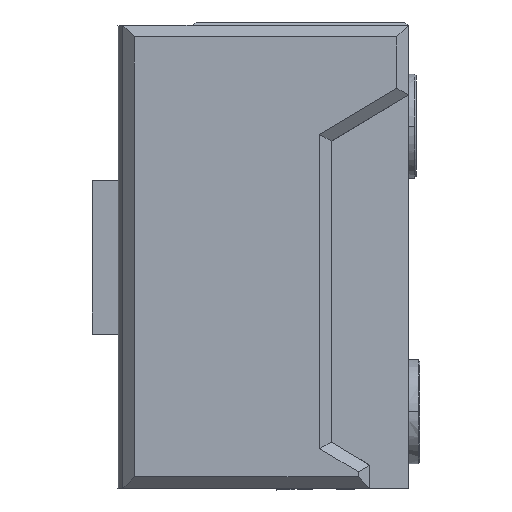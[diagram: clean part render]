
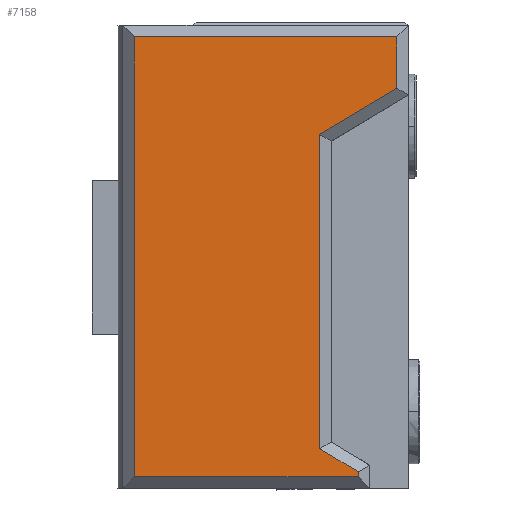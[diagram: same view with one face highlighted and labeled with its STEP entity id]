
A CAD part, top view. The second image highlights one B-rep face of the part: STEP entity #7158.
In plain terms, the highlighted planar face has unit normal (0, 0, 1).
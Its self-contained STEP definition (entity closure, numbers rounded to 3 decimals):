
#69 = VECTOR ( 'NONE', #7528, 1000. ) ;
#299 = DIRECTION ( 'NONE',  ( -0.857, 0.514, 0. ) ) ;
#490 = LINE ( 'NONE', #14827, #13679 ) ;
#684 = VECTOR ( 'NONE', #14117, 1000. ) ;
#1026 = VERTEX_POINT ( 'NONE', #14683 ) ;
#1398 = CARTESIAN_POINT ( 'NONE',  ( 0., 58.5, 0. ) ) ;
#1585 = DIRECTION ( 'NONE',  ( -1., 0., 0. ) ) ;
#1806 = VECTOR ( 'NONE', #8868, 1000. ) ;
#2129 = PLANE ( 'NONE',  #13507 ) ;
#2610 = DIRECTION ( 'NONE',  ( -1., 0., 0. ) ) ;
#2660 = LINE ( 'NONE', #5919, #69 ) ;
#2690 = DIRECTION ( 'NONE',  ( 0., 1., 0. ) ) ;
#2776 = VECTOR ( 'NONE', #1585, 1000. ) ;
#3321 = LINE ( 'NONE', #9040, #1806 ) ;
#3430 = ORIENTED_EDGE ( 'NONE', *, *, #11611, .T. ) ;
#4133 = LINE ( 'NONE', #9932, #13468 ) ;
#4188 = ORIENTED_EDGE ( 'NONE', *, *, #5320, .T. ) ;
#4245 = EDGE_CURVE ( 'NONE', #15477, #15306, #11621, .T. ) ;
#4940 = VECTOR ( 'NONE', #13523, 1000. ) ;
#5003 = CARTESIAN_POINT ( 'NONE',  ( 0., 60., 0. ) ) ;
#5288 = VERTEX_POINT ( 'NONE', #18539 ) ;
#5320 = EDGE_CURVE ( 'NONE', #5288, #1026, #2660, .T. ) ;
#5687 = CARTESIAN_POINT ( 'NONE',  ( 1.5, 60., 0. ) ) ;
#5702 = EDGE_CURVE ( 'NONE', #7135, #16705, #15446, .T. ) ;
#5919 = CARTESIAN_POINT ( 'NONE',  ( 12.993, 38.345, 0. ) ) ;
#6128 = VERTEX_POINT ( 'NONE', #14743 ) ;
#6363 = CARTESIAN_POINT ( 'NONE',  ( 30.5, 1.5, 0. ) ) ;
#6874 = VECTOR ( 'NONE', #11487, 1000. ) ;
#7135 = VERTEX_POINT ( 'NONE', #13890 ) ;
#7158 = ADVANCED_FACE ( 'NONE', ( #16554 ), #2129, .F. ) ;
#7327 = CARTESIAN_POINT ( 'NONE',  ( 30.5, 2.151, 0. ) ) ;
#7528 = DIRECTION ( 'NONE',  ( 0.857, 0.514, 0. ) ) ;
#8120 = EDGE_LOOP ( 'NONE', ( #16831, #8777, #11102, #14179, #3430, #16152, #4188, #15410 ) ) ;
#8291 = CARTESIAN_POINT ( 'NONE',  ( 32., 1.5, 0. ) ) ;
#8727 = VERTEX_POINT ( 'NONE', #7327 ) ;
#8777 = ORIENTED_EDGE ( 'NONE', *, *, #9074, .T. ) ;
#8868 = DIRECTION ( 'NONE',  ( 0., 1., 0. ) ) ;
#9040 = CARTESIAN_POINT ( 'NONE',  ( 35.5, 60., 0. ) ) ;
#9074 = EDGE_CURVE ( 'NONE', #15306, #7135, #12949, .T. ) ;
#9932 = CARTESIAN_POINT ( 'NONE',  ( 30.5, 60., 0. ) ) ;
#10710 = CARTESIAN_POINT ( 'NONE',  ( 25.5, 60., 0. ) ) ;
#11102 = ORIENTED_EDGE ( 'NONE', *, *, #5702, .T. ) ;
#11487 = DIRECTION ( 'NONE',  ( 0., -1., 0. ) ) ;
#11611 = EDGE_CURVE ( 'NONE', #8727, #6128, #490, .T. ) ;
#11621 = LINE ( 'NONE', #1398, #2776 ) ;
#12321 = CARTESIAN_POINT ( 'NONE',  ( 1.5, 58.5, 0. ) ) ;
#12705 = CARTESIAN_POINT ( 'NONE',  ( 35.5, 58.5, 0. ) ) ;
#12949 = LINE ( 'NONE', #5687, #6874 ) ;
#13079 = LINE ( 'NONE', #10710, #4940 ) ;
#13468 = VECTOR ( 'NONE', #2690, 1000. ) ;
#13507 = AXIS2_PLACEMENT_3D ( 'NONE', #5003, #18386, #2610 ) ;
#13523 = DIRECTION ( 'NONE',  ( 0., 1., 0. ) ) ;
#13679 = VECTOR ( 'NONE', #299, 1000. ) ;
#13890 = CARTESIAN_POINT ( 'NONE',  ( 1.5, 1.5, 0. ) ) ;
#14117 = DIRECTION ( 'NONE',  ( 1., 0., 0. ) ) ;
#14179 = ORIENTED_EDGE ( 'NONE', *, *, #18470, .T. ) ;
#14683 = CARTESIAN_POINT ( 'NONE',  ( 35.5, 51.849, 0. ) ) ;
#14743 = CARTESIAN_POINT ( 'NONE',  ( 25.5, 5.151, 0. ) ) ;
#14827 = CARTESIAN_POINT ( 'NONE',  ( -17.448, 30.92, 0. ) ) ;
#15306 = VERTEX_POINT ( 'NONE', #12321 ) ;
#15410 = ORIENTED_EDGE ( 'NONE', *, *, #17261, .T. ) ;
#15446 = LINE ( 'NONE', #8291, #684 ) ;
#15477 = VERTEX_POINT ( 'NONE', #12705 ) ;
#16152 = ORIENTED_EDGE ( 'NONE', *, *, #18728, .T. ) ;
#16554 = FACE_OUTER_BOUND ( 'NONE', #8120, .T. ) ;
#16705 = VERTEX_POINT ( 'NONE', #6363 ) ;
#16831 = ORIENTED_EDGE ( 'NONE', *, *, #4245, .T. ) ;
#17261 = EDGE_CURVE ( 'NONE', #1026, #15477, #3321, .T. ) ;
#18386 = DIRECTION ( 'NONE',  ( 0., 0., -1. ) ) ;
#18470 = EDGE_CURVE ( 'NONE', #16705, #8727, #4133, .T. ) ;
#18539 = CARTESIAN_POINT ( 'NONE',  ( 25.5, 45.849, 0. ) ) ;
#18728 = EDGE_CURVE ( 'NONE', #6128, #5288, #13079, .T. ) ;
